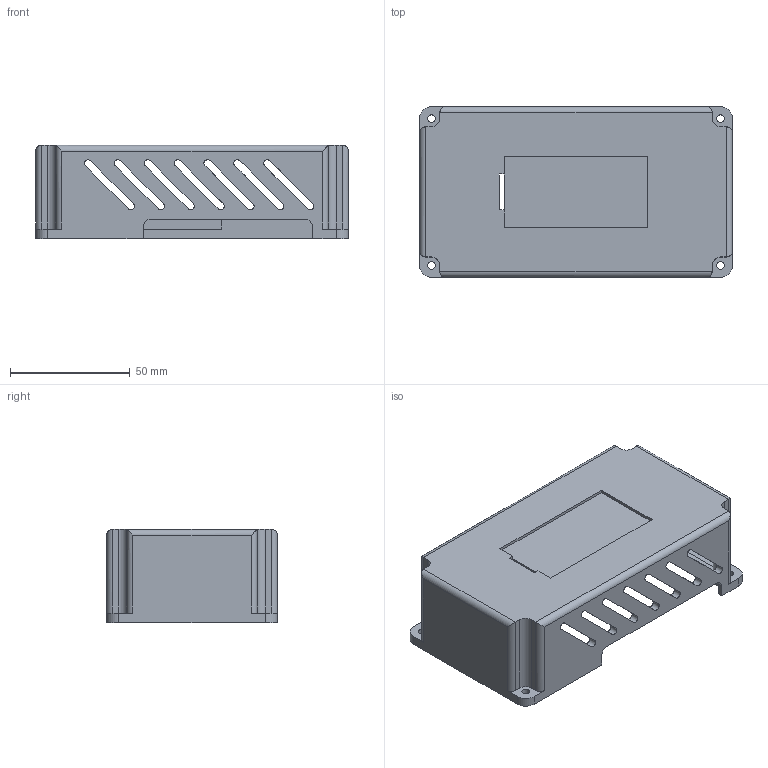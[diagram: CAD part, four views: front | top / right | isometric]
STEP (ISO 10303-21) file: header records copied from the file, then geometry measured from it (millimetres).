
FILE_DESCRIPTION(/* description */ (''),/* implementation_level */ '2;1');
FILE_NAME(/* name */ 'TOP.step',/* time_stamp */ '2025-11-28T13:39:01+01:00',/* author */ (''),/* organization */ (''),/* preprocessor_version */ 'ST-DEVELOPER v20.1',/* originating_system */ 'Autodesk Translation Framework v14.21.0.0',/* authorisation */ '');
FILE_SCHEMA (('AUTOMOTIVE_DESIGN { 1 0 10303 214 3 1 1 }'));
Length unit declared in the file: millimetre
Products named in the file (1): TOP
Bounding box: 130.9 x 71.4 x 39 mm (x, y, z)
Volume: 70649.9 mm3; surface area: 47356.1 mm2
Topology: 1 solids, 1 shells, 160 faces, 472 edges, 310 vertices
Faces by surface type: plane 101, cylinder 59
Full cylindrical faces by diameter (mm): 3.2 x4
Entity records: 5432 total; most frequent: CARTESIAN_POINT 945, ORIENTED_EDGE 944, DIRECTION 913, EDGE_CURVE 472, LINE 351, VECTOR 351, VERTEX_POINT 310, AXIS2_PLACEMENT_3D 281
